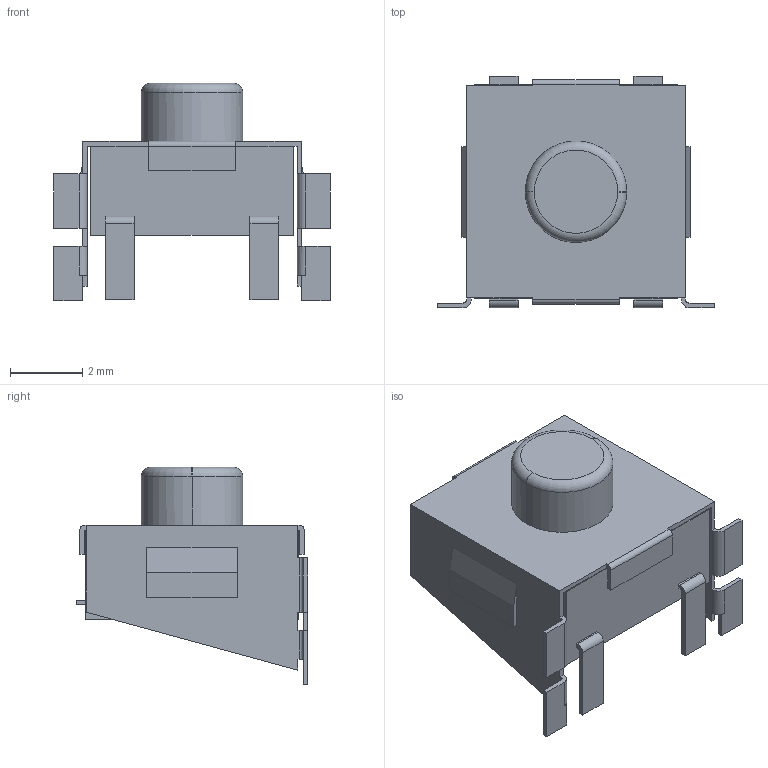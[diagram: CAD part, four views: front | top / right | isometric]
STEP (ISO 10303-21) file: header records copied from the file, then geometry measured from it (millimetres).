
FILE_DESCRIPTION(('STEP AP242'),'1');
FILE_NAME('1571407-2.stp','2022-08-23T03:48:12',('TraceParts'),('TraceParts S.A.'),'Spatial InterOp 3D',' ',' ');
FILE_SCHEMA(('AP242_MANAGED_MODEL_BASED_3D_ENGINEERING_MIM_LF {1 0 10303 442 1 1 4}'));
Length unit declared in the file: millimetre
Products named in the file (1): 1571407-2
Bounding box: 7.64 x 6.4 x 6 mm (x, y, z)
Volume: 102.7 mm3; surface area: 249.5 mm2
Topology: 1 solids, 1 shells, 119 faces, 318 edges, 208 vertices
Faces by surface type: plane 99, cylinder 16, torus 4
Entity records: 3675 total; most frequent: CARTESIAN_POINT 646, ORIENTED_EDGE 636, DIRECTION 602, EDGE_CURVE 318, LINE 274, VECTOR 274, VERTEX_POINT 208, AXIS2_PLACEMENT_3D 164
